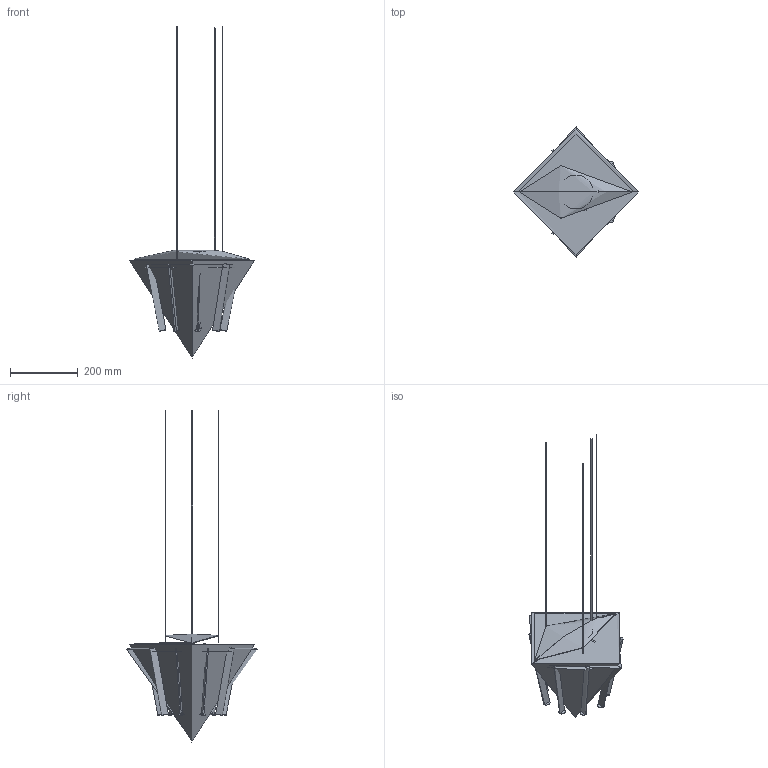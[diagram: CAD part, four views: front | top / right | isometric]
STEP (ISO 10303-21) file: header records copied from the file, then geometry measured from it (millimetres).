
FILE_DESCRIPTION(/* description */ (''),/* implementation_level */ '2;1');
FILE_NAME(/* name */ '3D Semplificato_Sospensione_Rahm_Spectral light',/* time_stamp */ '2016-02-03T14:32:36+01:00',/* author */ (''),/* organization */ (''),/* preprocessor_version */ 'ST-DEVELOPER v10',/* originating_system */ '',/* authorisation */ '');
FILE_SCHEMA (('CONFIG_CONTROL_DESIGN'));
Length unit declared in the file: millimetre
Products named in the file (1): 1
Bounding box: 368.36 x 384.94 x 977.47 mm (x, y, z)
Volume: 5246296.5 mm3; surface area: 1489502.1 mm2
Topology: 20 solids, 20 shells, 188 faces, 452 edges, 300 vertices
Faces by surface type: bspline 138, plane 50
Entity records: 7609 total; most frequent: CARTESIAN_POINT 4946, ORIENTED_EDGE 856, EDGE_CURVE 428, VERTEX_POINT 288, EDGE_LOOP 206, ADVANCED_FACE 188, FACE_OUTER_BOUND 188, B_SPLINE_CURVE_WITH_KNOTS 160
